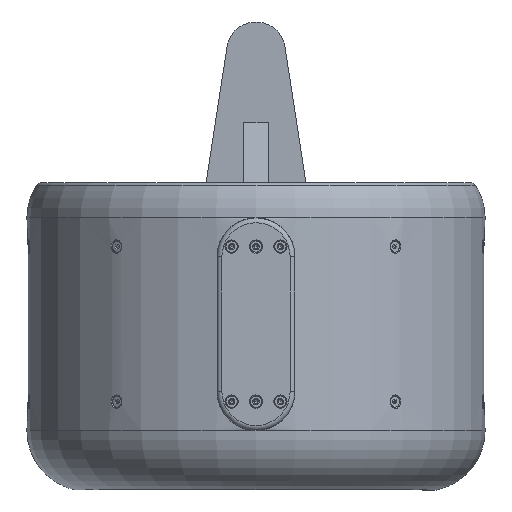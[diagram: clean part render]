
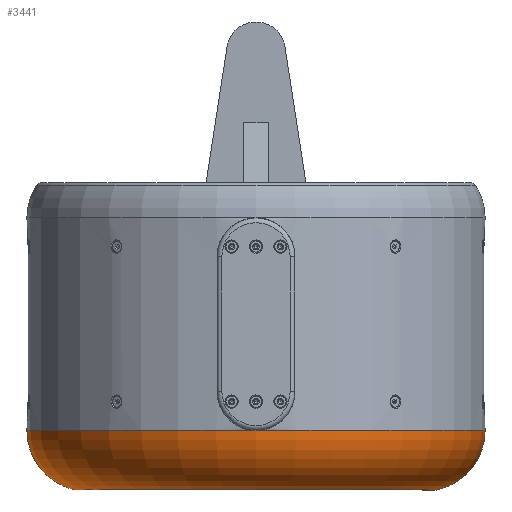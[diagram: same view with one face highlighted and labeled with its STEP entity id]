
A CAD part, front view. The second image highlights one B-rep face of the part: STEP entity #3441.
In plain terms, the highlighted toroidal (fillet/blend) face has major radius 172.594 mm and minor radius 62.406 mm.
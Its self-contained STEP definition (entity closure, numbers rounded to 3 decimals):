
#589 = DIRECTION ( 'NONE',  ( 0., 0., -1. ) ) ;
#1021 = FACE_OUTER_BOUND ( 'NONE', #26434, .T. ) ;
#3441 = ADVANCED_FACE ( 'NONE', ( #1021, #6056 ), #11518, .T. ) ;
#5455 = DIRECTION ( 'NONE',  ( 0., 0., -1. ) ) ;
#5491 = ORIENTED_EDGE ( 'NONE', *, *, #41651, .T. ) ;
#6056 = FACE_OUTER_BOUND ( 'NONE', #9552, .T. ) ;
#7631 = AXIS2_PLACEMENT_3D ( 'NONE', #35836, #44362, #31833 ) ;
#9552 = EDGE_LOOP ( 'NONE', ( #5491, #50738 ) ) ;
#9661 = AXIS2_PLACEMENT_3D ( 'NONE', #19292, #5455, #18208 ) ;
#11518 = TOROIDAL_SURFACE ( 'NONE', #43233, 172.594, 62.406 ) ;
#11928 = CARTESIAN_POINT ( 'NONE',  ( 0., -135.1, -109. ) ) ;
#11949 = CARTESIAN_POINT ( 'NONE',  ( 0., -370.1, -109. ) ) ;
#13214 = VERTEX_POINT ( 'NONE', #11928 ) ;
#13740 = ORIENTED_EDGE ( 'NONE', *, *, #52859, .F. ) ;
#14911 = CIRCLE ( 'NONE', #7631, 185.766 ) ;
#18208 = DIRECTION ( 'NONE',  ( -1., 0., 0. ) ) ;
#19214 = CARTESIAN_POINT ( 'NONE',  ( 0., -605.1, -109. ) ) ;
#19292 = CARTESIAN_POINT ( 'NONE',  ( 0., -370.1, -109. ) ) ;
#26434 = EDGE_LOOP ( 'NONE', ( #13740 ) ) ;
#27745 = AXIS2_PLACEMENT_3D ( 'NONE', #39938, #589, #30577 ) ;
#30577 = DIRECTION ( 'NONE',  ( -1., 0., 0. ) ) ;
#31833 = DIRECTION ( 'NONE',  ( -1., 0., 0. ) ) ;
#32399 = DIRECTION ( 'NONE',  ( -1., 0., 0. ) ) ;
#34913 = CARTESIAN_POINT ( 'NONE',  ( -185.766, -370.1, -170. ) ) ;
#35836 = CARTESIAN_POINT ( 'NONE',  ( 0., -370.1, -170. ) ) ;
#39938 = CARTESIAN_POINT ( 'NONE',  ( 0., -370.1, -109. ) ) ;
#41651 = EDGE_CURVE ( 'NONE', #45439, #13214, #50510, .T. ) ;
#42320 = DIRECTION ( 'NONE',  ( 0., 0., -1. ) ) ;
#43233 = AXIS2_PLACEMENT_3D ( 'NONE', #11949, #42320, #32399 ) ;
#44362 = DIRECTION ( 'NONE',  ( 0., 0., -1. ) ) ;
#45439 = VERTEX_POINT ( 'NONE', #19214 ) ;
#48148 = EDGE_CURVE ( 'NONE', #13214, #45439, #52286, .T. ) ;
#48903 = VERTEX_POINT ( 'NONE', #34913 ) ;
#50510 = CIRCLE ( 'NONE', #9661, 235. ) ;
#50738 = ORIENTED_EDGE ( 'NONE', *, *, #48148, .T. ) ;
#52286 = CIRCLE ( 'NONE', #27745, 235. ) ;
#52859 = EDGE_CURVE ( 'NONE', #48903, #48903, #14911, .T. ) ;
